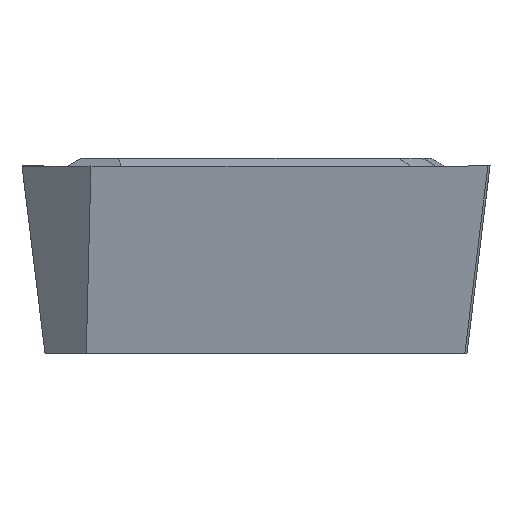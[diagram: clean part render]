
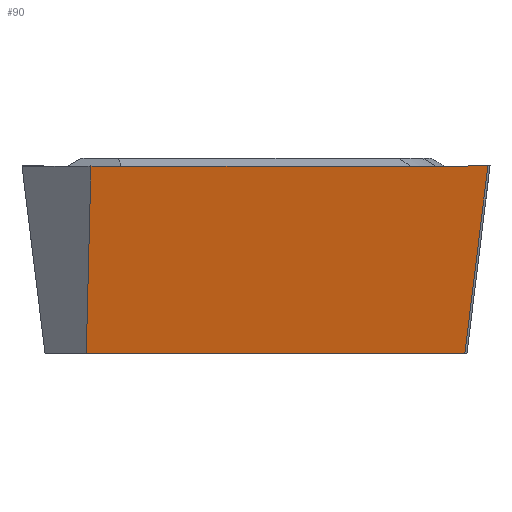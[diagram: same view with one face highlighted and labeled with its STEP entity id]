
A CAD part, left-side view. The second image highlights one B-rep face of the part: STEP entity #90.
In plain terms, the highlighted planar face has unit normal (-0.569, -0.813, -0.122).
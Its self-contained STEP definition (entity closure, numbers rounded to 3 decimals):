
#69=FACE_OUTER_BOUND('',#244,.T.);
#90=ADVANCED_FACE('',(#69),#106,.F.);
#106=PLANE('',#605);
#139=B_SPLINE_CURVE_WITH_KNOTS('',3,(#1733,#1734,#1735,#1736),
 .UNSPECIFIED.,.F.,.F.,(4,4),(0.,1.),.UNSPECIFIED.);
#140=B_SPLINE_CURVE_WITH_KNOTS('',3,(#1739,#1740,#1741,#1742),
 .UNSPECIFIED.,.F.,.F.,(4,4),(0.,1.),.UNSPECIFIED.);
#141=B_SPLINE_CURVE_WITH_KNOTS('',3,(#1744,#1745,#1746,#1747),
 .UNSPECIFIED.,.F.,.F.,(4,4),(0.,1.),.UNSPECIFIED.);
#142=B_SPLINE_CURVE_WITH_KNOTS('',3,(#1749,#1750,#1751,#1752,#1753,#1754),
 .UNSPECIFIED.,.F.,.F.,(4,2,4),(0.,0.5,1.),.UNSPECIFIED.);
#171=B_SPLINE_CURVE_WITH_KNOTS('',3,(#9316,#9317,#9318,#9319),
 .UNSPECIFIED.,.F.,.F.,(4,4),(0.,1.),.UNSPECIFIED.);
#185=LINE('',#9307,#205);
#190=LINE('',#9335,#210);
#205=VECTOR('',#645,1.);
#210=VECTOR('',#656,1.);
#244=EDGE_LOOP('',(#398,#399,#400,#401,#402,#403,#404));
#398=ORIENTED_EDGE('',*,*,#581,.T.);
#399=ORIENTED_EDGE('',*,*,#542,.T.);
#400=ORIENTED_EDGE('',*,*,#541,.T.);
#401=ORIENTED_EDGE('',*,*,#540,.T.);
#402=ORIENTED_EDGE('',*,*,#539,.T.);
#403=ORIENTED_EDGE('',*,*,#584,.F.);
#404=ORIENTED_EDGE('',*,*,#577,.F.);
#459=VERTEX_POINT('',#1737);
#460=VERTEX_POINT('',#1738);
#461=VERTEX_POINT('',#1743);
#462=VERTEX_POINT('',#1748);
#463=VERTEX_POINT('',#1755);
#491=VERTEX_POINT('',#9291);
#497=VERTEX_POINT('',#9306);
#539=EDGE_CURVE('',#459,#460,#139,.T.);
#540=EDGE_CURVE('',#461,#459,#140,.T.);
#541=EDGE_CURVE('',#462,#461,#141,.T.);
#542=EDGE_CURVE('',#463,#462,#142,.T.);
#577=EDGE_CURVE('',#497,#491,#185,.T.);
#581=EDGE_CURVE('',#497,#463,#171,.T.);
#584=EDGE_CURVE('',#491,#460,#190,.T.);
#605=AXIS2_PLACEMENT_3D('',#9337,#659,#660);
#645=DIRECTION('',(-0.819,0.574,0.));
#656=DIRECTION('',(-0.175,-0.025,0.984));
#659=DIRECTION('',(0.569,0.813,0.122));
#660=DIRECTION('',(0.338,-0.096,-0.936));
#1733=CARTESIAN_POINT('',(-10.868,2.763,-0.82));
#1734=CARTESIAN_POINT('',(-10.886,2.776,-0.82));
#1735=CARTESIAN_POINT('',(-10.904,2.788,-0.819));
#1736=CARTESIAN_POINT('',(-10.922,2.801,-0.817));
#1737=CARTESIAN_POINT('',(-10.868,2.763,-0.82));
#1738=CARTESIAN_POINT('',(-10.922,2.801,-0.817));
#1739=CARTESIAN_POINT('',(-8.888,1.377,-0.82));
#1740=CARTESIAN_POINT('',(-9.548,1.839,-0.82));
#1741=CARTESIAN_POINT('',(-10.208,2.301,-0.82));
#1742=CARTESIAN_POINT('',(-10.868,2.763,-0.82));
#1743=CARTESIAN_POINT('',(-8.888,1.377,-0.82));
#1744=CARTESIAN_POINT('',(-2.277,-3.252,-0.82));
#1745=CARTESIAN_POINT('',(-4.481,-1.709,-0.82));
#1746=CARTESIAN_POINT('',(-6.684,-0.166,-0.82));
#1747=CARTESIAN_POINT('',(-8.888,1.377,-0.82));
#1748=CARTESIAN_POINT('',(-2.277,-3.252,-0.82));
#1749=CARTESIAN_POINT('',(-1.303,-3.934,-0.816));
#1750=CARTESIAN_POINT('',(-1.399,-3.867,-0.817));
#1751=CARTESIAN_POINT('',(-1.553,-3.759,-0.818));
#1752=CARTESIAN_POINT('',(-1.977,-3.462,-0.819));
#1753=CARTESIAN_POINT('',(-2.115,-3.366,-0.819));
#1754=CARTESIAN_POINT('',(-2.277,-3.252,-0.82));
#1755=CARTESIAN_POINT('',(-1.303,-3.934,-0.816));
#9291=CARTESIAN_POINT('',(-10.354,2.88,-4.));
#9306=CARTESIAN_POINT('',(-1.18,-3.543,-4.));
#9307=CARTESIAN_POINT('',(-1.129,-3.58,-4.));
#9316=CARTESIAN_POINT('',(-1.18,-3.543,-4.));
#9317=CARTESIAN_POINT('',(-1.221,-3.674,-2.939));
#9318=CARTESIAN_POINT('',(-1.262,-3.804,-1.877));
#9319=CARTESIAN_POINT('',(-1.303,-3.934,-0.816));
#9335=CARTESIAN_POINT('',(-10.226,2.898,-4.718));
#9337=CARTESIAN_POINT('',(-5.741,-0.35,-4.));
